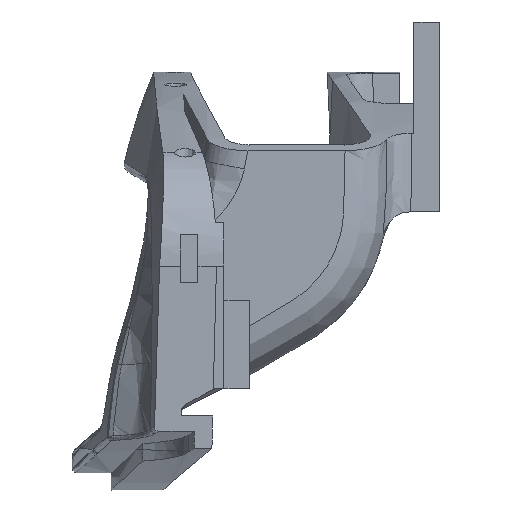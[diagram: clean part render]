
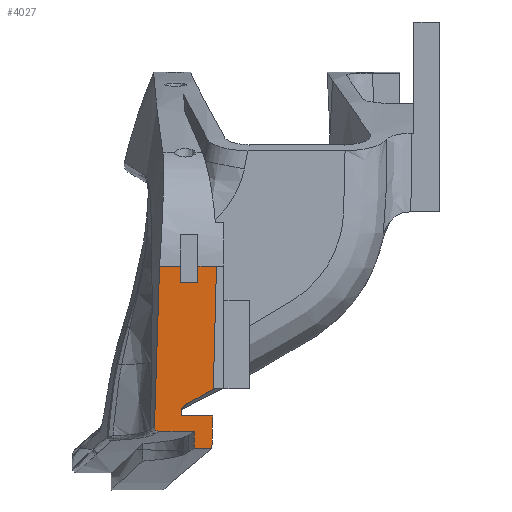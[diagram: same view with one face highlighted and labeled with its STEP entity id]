
A CAD part, left-side view. The second image highlights one B-rep face of the part: STEP entity #4027.
In plain terms, the highlighted planar face has unit normal (-1, 0, 0).
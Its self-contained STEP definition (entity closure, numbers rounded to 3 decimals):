
#177=ELLIPSE('',#4221,0.521,0.5);
#271=B_SPLINE_CURVE_WITH_KNOTS('',3,(#6146,#6147,#6148,#6149,#6150,#6151),
 .UNSPECIFIED.,.F.,.F.,(4,2,4),(-1.978,-0.348,-0.072),
 .UNSPECIFIED.);
#279=B_SPLINE_CURVE_WITH_KNOTS('',3,(#6464,#6465,#6466,#6467,#6468,#6469),
 .UNSPECIFIED.,.F.,.F.,(4,2,4),(0.,0.731,1.457),
 .UNSPECIFIED.);
#290=B_SPLINE_CURVE_WITH_KNOTS('',3,(#7130,#7131,#7132,#7133,#7134,#7135),
 .UNSPECIFIED.,.F.,.F.,(4,2,4),(-0.357,-0.213,-0.005),
 .UNSPECIFIED.);
#292=B_SPLINE_CURVE_WITH_KNOTS('',3,(#11753,#11754,#11755,#11756,#11757,
#11758),.UNSPECIFIED.,.F.,.F.,(4,2,4),(-0.121,-0.09,
-0.04),.UNSPECIFIED.);
#563=LINE('',#6098,#726);
#565=LINE('',#6121,#728);
#567=LINE('',#6127,#730);
#593=LINE('',#23926,#756);
#594=LINE('',#23927,#757);
#595=LINE('',#23928,#758);
#596=LINE('',#23929,#759);
#597=LINE('',#23931,#760);
#598=LINE('',#23932,#761);
#726=VECTOR('',#4590,10.);
#728=VECTOR('',#4602,10.);
#730=VECTOR('',#4606,10.);
#756=VECTOR('',#4830,10.);
#757=VECTOR('',#4831,10.);
#758=VECTOR('',#4832,10.);
#759=VECTOR('',#4833,10.);
#760=VECTOR('',#4834,10.);
#761=VECTOR('',#4835,10.);
#955=FACE_OUTER_BOUND('',#1177,.T.);
#1177=EDGE_LOOP('',(#3175,#3176,#3177,#3178,#3179,#3180,#3181,#3182,#3183,
#3184,#3185,#3186,#3187,#3188,#3189,#3190));
#1323=CIRCLE('',#4215,1077.421);
#1325=CIRCLE('',#4217,1076.492);
#1552=VERTEX_POINT('',#6089);
#1556=VERTEX_POINT('',#6096);
#1560=VERTEX_POINT('',#6108);
#1562=VERTEX_POINT('',#6124);
#1563=VERTEX_POINT('',#6126);
#1567=VERTEX_POINT('',#6145);
#1577=VERTEX_POINT('',#6462);
#1585=VERTEX_POINT('',#7129);
#1587=VERTEX_POINT('',#11751);
#1588=VERTEX_POINT('',#11752);
#1591=VERTEX_POINT('',#12238);
#1592=VERTEX_POINT('',#12239);
#1595=VERTEX_POINT('',#12463);
#1596=VERTEX_POINT('',#12464);
#1600=VERTEX_POINT('',#12491);
#1716=VERTEX_POINT('',#23930);
#2028=EDGE_CURVE('',#1556,#1552,#563,.T.);
#2034=EDGE_CURVE('',#1556,#1560,#565,.T.);
#2037=EDGE_CURVE('',#1563,#1562,#567,.T.);
#2042=EDGE_CURVE('',#1563,#1567,#271,.T.);
#2055=EDGE_CURVE('',#1577,#1560,#279,.T.);
#2068=EDGE_CURVE('',#1567,#1585,#290,.T.);
#2071=EDGE_CURVE('',#1587,#1588,#292,.T.);
#2075=EDGE_CURVE('',#1591,#1592,#1323,.T.);
#2079=EDGE_CURVE('',#1595,#1596,#1325,.T.);
#2084=EDGE_CURVE('',#1600,#1577,#177,.T.);
#2262=EDGE_CURVE('',#1596,#1600,#593,.T.);
#2263=EDGE_CURVE('',#1592,#1595,#594,.T.);
#2264=EDGE_CURVE('',#1588,#1591,#595,.T.);
#2265=EDGE_CURVE('',#1585,#1587,#596,.T.);
#2266=EDGE_CURVE('',#1716,#1562,#597,.T.);
#2267=EDGE_CURVE('',#1552,#1716,#598,.T.);
#3175=ORIENTED_EDGE('',*,*,#2028,.F.);
#3176=ORIENTED_EDGE('',*,*,#2034,.T.);
#3177=ORIENTED_EDGE('',*,*,#2055,.F.);
#3178=ORIENTED_EDGE('',*,*,#2084,.F.);
#3179=ORIENTED_EDGE('',*,*,#2262,.F.);
#3180=ORIENTED_EDGE('',*,*,#2079,.F.);
#3181=ORIENTED_EDGE('',*,*,#2263,.F.);
#3182=ORIENTED_EDGE('',*,*,#2075,.F.);
#3183=ORIENTED_EDGE('',*,*,#2264,.F.);
#3184=ORIENTED_EDGE('',*,*,#2071,.F.);
#3185=ORIENTED_EDGE('',*,*,#2265,.F.);
#3186=ORIENTED_EDGE('',*,*,#2068,.F.);
#3187=ORIENTED_EDGE('',*,*,#2042,.F.);
#3188=ORIENTED_EDGE('',*,*,#2037,.T.);
#3189=ORIENTED_EDGE('',*,*,#2266,.F.);
#3190=ORIENTED_EDGE('',*,*,#2267,.F.);
#3886=PLANE('',#4303);
#4027=ADVANCED_FACE('',(#955),#3886,.F.);
#4215=AXIS2_PLACEMENT_3D('',#12240,#4633,#4634);
#4217=AXIS2_PLACEMENT_3D('',#12465,#4637,#4638);
#4221=AXIS2_PLACEMENT_3D('',#12492,#4646,#4647);
#4303=AXIS2_PLACEMENT_3D('',#23925,#4828,#4829);
#4590=DIRECTION('',(0.,-1.,0.));
#4602=DIRECTION('',(0.,0.,-1.));
#4606=DIRECTION('',(0.,0.,-1.));
#4633=DIRECTION('center_axis',(-1.,0.,0.));
#4634=DIRECTION('ref_axis',(0.,0.02,-1.));
#4637=DIRECTION('center_axis',(1.,0.,0.));
#4638=DIRECTION('ref_axis',(0.,0.022,-1.));
#4646=DIRECTION('center_axis',(1.,0.,0.));
#4647=DIRECTION('ref_axis',(0.,0.536,0.844));
#4828=DIRECTION('center_axis',(1.,0.,0.));
#4829=DIRECTION('ref_axis',(0.,-1.,0.));
#4830=DIRECTION('',(0.,0.,-1.));
#4831=DIRECTION('',(0.,0.,-1.));
#4832=DIRECTION('',(0.,0.,1.));
#4833=DIRECTION('',(0.,-0.695,-0.719));
#4834=DIRECTION('',(0.,1.,0.));
#4835=DIRECTION('',(0.,0.,1.));
#6089=CARTESIAN_POINT('',(-361.8,181.521,-13.2));
#6096=CARTESIAN_POINT('',(-361.8,183.442,-13.2));
#6098=CARTESIAN_POINT('',(-361.8,183.881,-13.2));
#6108=CARTESIAN_POINT('',(-361.8,183.442,-15.644));
#6121=CARTESIAN_POINT('',(-361.8,183.442,0.));
#6124=CARTESIAN_POINT('',(-361.8,183.442,-11.2));
#6126=CARTESIAN_POINT('',(-361.8,183.442,-9.055));
#6127=CARTESIAN_POINT('',(-361.8,183.442,0.));
#6145=CARTESIAN_POINT('',(-361.8,169.201,-9.418));
#6146=CARTESIAN_POINT('Ctrl Pts',(-361.8,183.442,-9.055));
#6147=CARTESIAN_POINT('Ctrl Pts',(-361.8,180.937,-9.119));
#6148=CARTESIAN_POINT('Ctrl Pts',(-361.8,178.431,-9.183));
#6149=CARTESIAN_POINT('Ctrl Pts',(-361.8,175.503,-9.257));
#6150=CARTESIAN_POINT('Ctrl Pts',(-361.8,171.443,-9.361));
#6151=CARTESIAN_POINT('Ctrl Pts',(-361.8,169.201,-9.418));
#6462=CARTESIAN_POINT('',(-361.8,164.801,-16.234));
#6464=CARTESIAN_POINT('Ctrl Pts',(-361.8,164.801,-16.234));
#6465=CARTESIAN_POINT('Ctrl Pts',(-361.8,167.238,-16.182));
#6466=CARTESIAN_POINT('Ctrl Pts',(-361.8,169.676,-16.121));
#6467=CARTESIAN_POINT('Ctrl Pts',(-361.8,174.53,-15.984));
#6468=CARTESIAN_POINT('Ctrl Pts',(-361.8,181.028,-15.801));
#6469=CARTESIAN_POINT('Ctrl Pts',(-361.8,183.442,-15.644));
#7129=CARTESIAN_POINT('',(-361.8,167.478,-12.487));
#7130=CARTESIAN_POINT('Ctrl Pts',(-361.8,169.201,-9.418));
#7131=CARTESIAN_POINT('Ctrl Pts',(-361.8,168.966,-9.837));
#7132=CARTESIAN_POINT('Ctrl Pts',(-361.8,168.73,-10.256));
#7133=CARTESIAN_POINT('Ctrl Pts',(-361.8,168.156,-11.279));
#7134=CARTESIAN_POINT('Ctrl Pts',(-361.8,167.817,-11.883));
#7135=CARTESIAN_POINT('Ctrl Pts',(-361.8,167.478,-12.487));
#11751=CARTESIAN_POINT('',(-361.8,166.891,-13.095));
#11752=CARTESIAN_POINT('',(-361.8,166.074,-13.114));
#11753=CARTESIAN_POINT('Ctrl Pts',(-361.8,166.891,-13.095));
#11754=CARTESIAN_POINT('Ctrl Pts',(-361.8,166.785,-13.097));
#11755=CARTESIAN_POINT('Ctrl Pts',(-361.8,166.678,-13.1));
#11756=CARTESIAN_POINT('Ctrl Pts',(-361.8,166.406,-13.106));
#11757=CARTESIAN_POINT('Ctrl Pts',(-361.8,166.24,-13.11));
#11758=CARTESIAN_POINT('Ctrl Pts',(-361.8,166.074,-13.114));
#12238=CARTESIAN_POINT('',(-361.8,166.074,-9.496));
#12239=CARTESIAN_POINT('',(-361.8,162.279,-9.579));
#12240=CARTESIAN_POINT('Origin',(-361.8,140.718,1067.627));
#12463=CARTESIAN_POINT('',(-361.8,162.279,-11.646));
#12464=CARTESIAN_POINT('',(-361.8,164.303,-11.604));
#12465=CARTESIAN_POINT('Origin',(-361.8,141.058,1064.637));
#12491=CARTESIAN_POINT('',(-361.8,164.303,-15.738));
#12492=CARTESIAN_POINT('Origin',(-361.8,164.809,-15.719));
#23925=CARTESIAN_POINT('Origin',(-361.8,183.442,0.));
#23926=CARTESIAN_POINT('',(-361.8,164.303,-28.427));
#23927=CARTESIAN_POINT('',(-361.8,162.279,5.));
#23928=CARTESIAN_POINT('',(-361.8,166.074,5.));
#23929=CARTESIAN_POINT('',(-361.8,174.676,-5.033));
#23930=CARTESIAN_POINT('',(-361.8,181.521,-11.2));
#23931=CARTESIAN_POINT('',(-361.8,183.881,-11.2));
#23932=CARTESIAN_POINT('',(-361.8,181.521,-4.1));
